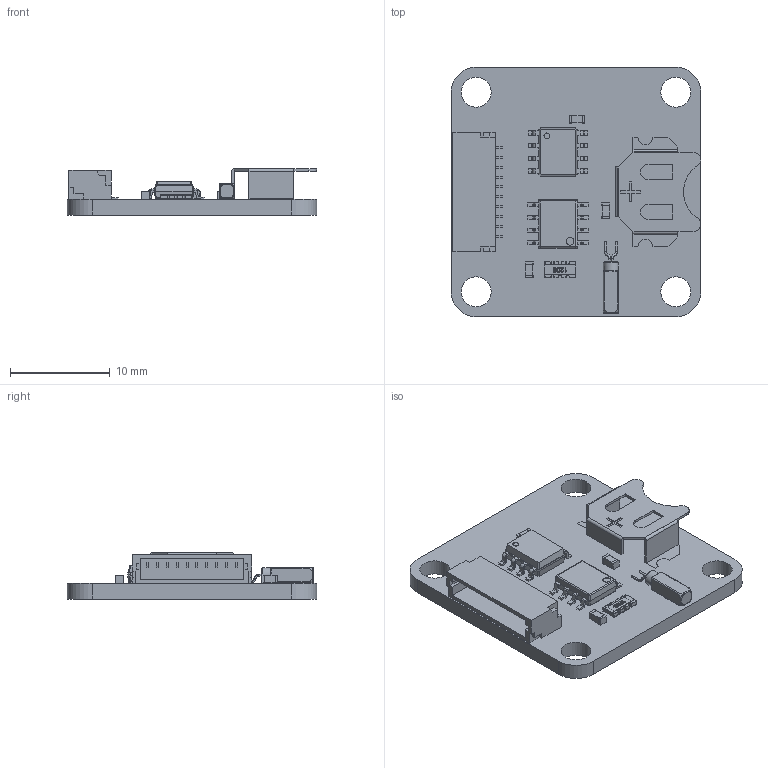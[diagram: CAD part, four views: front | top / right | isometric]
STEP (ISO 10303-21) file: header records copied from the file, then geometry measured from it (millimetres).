
FILE_DESCRIPTION(('FreeCAD Model'),'2;1');
FILE_NAME('rtc.step', '2018-01-30T12:43:06',('kicad StepUp'),('ksu MCAD'), 'Open CASCADE STEP processor 6.8','FreeCAD','Unknown');
FILE_SCHEMA(('AUTOMOTIVE_DESIGN_CC2 { 1 2 10303 214 -1 1 5 4 }'));
Length unit declared in the file: millimetre
Products named in the file (10): Pcb; C_0603_; C_0603_001; C_0603_002; SM10B-SRSS_; battery_retainer_2998_; SO-8_; soic_8_39x49_p127_; R_4x0603_; AB26TRQ_
Bounding box: 25 x 25 x 4.65 mm (x, y, z)
Volume: 1124.4 mm3; surface area: 2145.5 mm2
Topology: 13 solids, 13 shells, 1037 faces, 2785 edges, 1796 vertices
Faces by surface type: plane 650, bspline 194, cylinder 179, sphere 8, torus 6
Full cylindrical faces by diameter (mm): 0.6 x1, 3 x4
Entity records: 39730 total; most frequent: CARTESIAN_POINT 8033, ORIENTED_EDGE 5538, DIRECTION 4485, EDGE_CURVE 2769, LINE 2045, VECTOR 2045, VERTEX_POINT 1796, AXIS2_PLACEMENT_3D 1220
